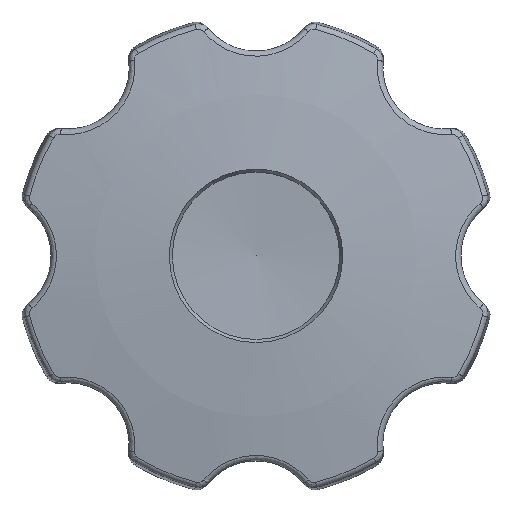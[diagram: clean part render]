
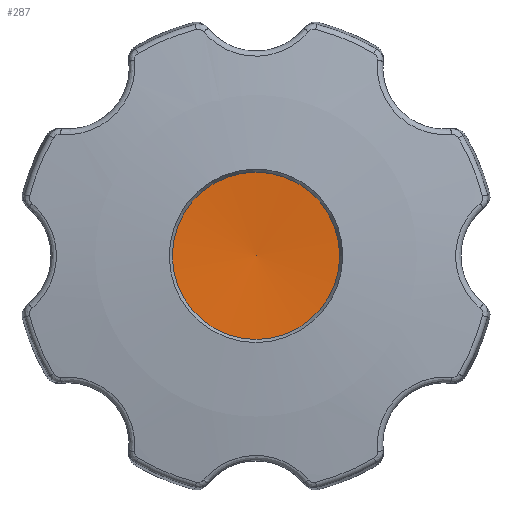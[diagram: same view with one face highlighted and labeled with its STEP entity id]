
A CAD part, top view. The second image highlights one B-rep face of the part: STEP entity #287.
In plain terms, the highlighted spherical face has radius 84.351 mm.
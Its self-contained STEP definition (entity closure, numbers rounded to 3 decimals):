
#287 = ADVANCED_FACE( '', ( #776 ), #777, .F. );
#776 = FACE_OUTER_BOUND( '', #1862, .T. );
#777 = SPHERICAL_SURFACE( '', #1863, 84.351 );
#1862 = EDGE_LOOP( '', ( #6454 ) );
#1863 = AXIS2_PLACEMENT_3D( '', #6455, #6456, #6457 );
#6454 = ORIENTED_EDGE( '', *, *, #8219, .T. );
#6455 = CARTESIAN_POINT( '', ( 0., 0., 111.851 ) );
#6456 = DIRECTION( '', ( 0., 0., 1. ) );
#6457 = DIRECTION( '', ( 1., 0., 0. ) );
#8219 = EDGE_CURVE( '', #9052, #9052, #9053, .T. );
#9052 = VERTEX_POINT( '', #10492 );
#9053 = CIRCLE( '', #10493, 9.5 );
#10492 = CARTESIAN_POINT( '', ( 9.5, 0., 28.037 ) );
#10493 = AXIS2_PLACEMENT_3D( '', #13643, #13644, #13645 );
#13643 = CARTESIAN_POINT( '', ( 0., 0., 28.037 ) );
#13644 = DIRECTION( '', ( 0., 0., 1. ) );
#13645 = DIRECTION( '', ( 1., 0., 0. ) );
